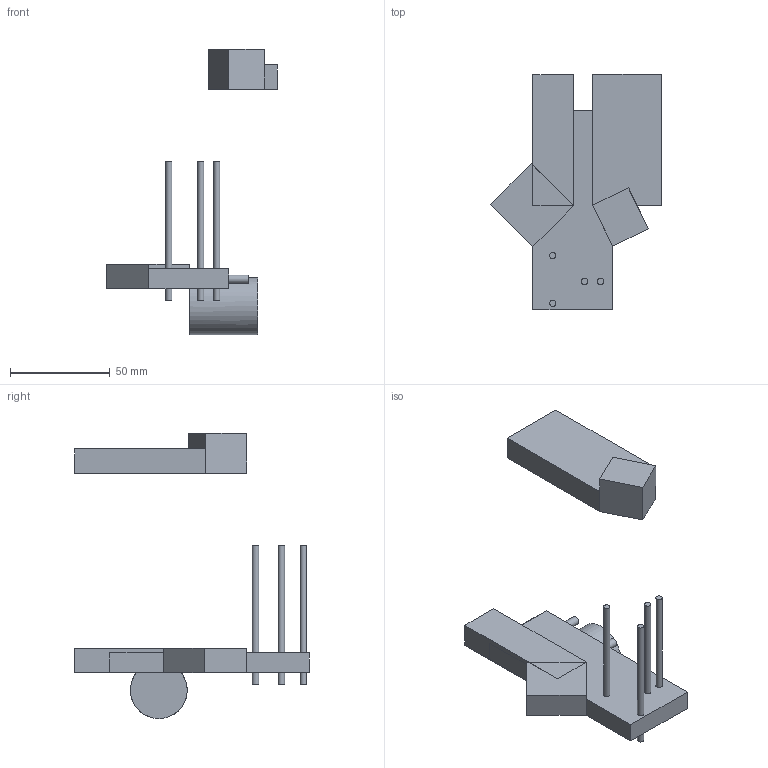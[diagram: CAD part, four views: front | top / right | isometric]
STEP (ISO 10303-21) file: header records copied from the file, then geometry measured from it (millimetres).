
FILE_DESCRIPTION(('FreeCAD Model'),'2;1');
FILE_NAME('Verbindung X Verbinder.step','2020-08-17T14:58:02',('Author'),(''), 'Open CASCADE STEP processor 7.3','FreeCAD','Unknown');
FILE_SCHEMA(('AUTOMOTIVE_DESIGN { 1 0 10303 214 1 1 1 1 }'));
Length unit declared in the file: millimetre
Products named in the file (15): Verbinder; Cube008; Cube009; Cylinder088; Cylinder089; Cube044; Mutterkörper006; Fusion; Cut; Cube045; Cube046; Cylinder105; Cylinder106; Cylinder125; Cylinder126
Assembly tree (14 placements, depth 2):
  Verbinder
    Cube008
    Cube009
    Cylinder088
    Cylinder089
    Cube044
    Mutterkörper006
    Fusion
    Cut
    Cube045
    Cube046
    Cylinder105
    Cylinder106
    Cylinder125
    Cylinder126
Bounding box: 85.71 x 117.72 x 143.05 mm (x, y, z)
Volume: 238972.8 mm3; surface area: 68696.6 mm2
Topology: 19 solids, 19 shells, 121 faces, 228 edges, 147 vertices
Faces by surface type: plane 100, cylinder 21
Full cylindrical faces by diameter (mm): 3.2 x12, 4.2 x6, 28.5 x2
Entity records: 6779 total; most frequent: CARTESIAN_POINT 1001, DIRECTION 966, LINE 562, VECTOR 562, ORIENTED_EDGE 456, PCURVE 456, DEFINITIONAL_REPRESENTATION 456, EDGE_CURVE 228
